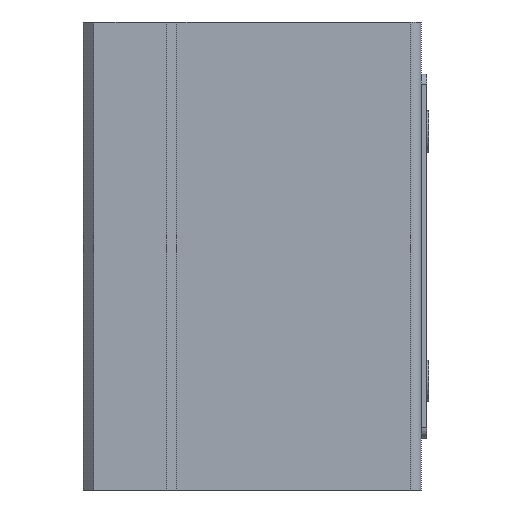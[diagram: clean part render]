
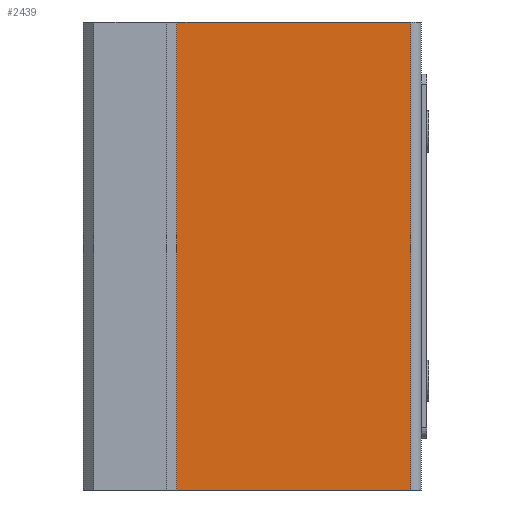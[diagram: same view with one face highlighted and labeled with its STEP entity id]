
A CAD part, left-side view. The second image highlights one B-rep face of the part: STEP entity #2439.
In plain terms, the highlighted planar face has unit normal (-1, 0, 0).
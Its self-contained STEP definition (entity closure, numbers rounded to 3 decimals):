
#661=ORIENTED_EDGE('',*,*,#1105,.F.);
#662=ORIENTED_EDGE('',*,*,#1104,.F.);
#663=ORIENTED_EDGE('',*,*,#1106,.T.);
#664=ORIENTED_EDGE('',*,*,#1107,.T.);
#1104=EDGE_CURVE('',#1366,#1365,#1624,.T.);
#1105=EDGE_CURVE('',#1365,#1367,#1625,.T.);
#1106=EDGE_CURVE('',#1366,#1368,#1626,.T.);
#1107=EDGE_CURVE('',#1368,#1367,#1627,.T.);
#1365=VERTEX_POINT('',#3987);
#1366=VERTEX_POINT('',#3989);
#1367=VERTEX_POINT('',#3993);
#1368=VERTEX_POINT('',#3995);
#1624=LINE('',#3990,#1886);
#1625=LINE('',#3992,#1887);
#1626=LINE('',#3994,#1888);
#1627=LINE('',#3996,#1889);
#1886=VECTOR('',#3243,1000.);
#1887=VECTOR('',#3246,1000.);
#1888=VECTOR('',#3247,1000.);
#1889=VECTOR('',#3248,1000.);
#2040=EDGE_LOOP('',(#661,#662,#663,#664));
#2198=FACE_BOUND('',#2040,.T.);
#2320=PLANE('',#2672);
#2439=ADVANCED_FACE('',(#2198),#2320,.T.);
#2672=AXIS2_PLACEMENT_3D('',#3991,#3244,#3245);
#3243=DIRECTION('',(0.,0.,1.));
#3244=DIRECTION('',(-1.,0.,0.));
#3245=DIRECTION('',(0.,0.,1.));
#3246=DIRECTION('',(0.,-1.,0.));
#3247=DIRECTION('',(0.,-1.,0.));
#3248=DIRECTION('',(0.,0.,1.));
#3987=CARTESIAN_POINT('',(-21.5,-9.,0.));
#3989=CARTESIAN_POINT('',(-21.5,-9.,-45.));
#3990=CARTESIAN_POINT('',(-21.5,-9.,-45.));
#3991=CARTESIAN_POINT('',(-21.5,-9.,-45.));
#3992=CARTESIAN_POINT('',(-21.5,-9.,0.));
#3993=CARTESIAN_POINT('',(-21.5,-31.5,0.));
#3994=CARTESIAN_POINT('',(-21.5,-9.,-45.));
#3995=CARTESIAN_POINT('',(-21.5,-31.5,-45.));
#3996=CARTESIAN_POINT('',(-21.5,-31.5,-45.));
